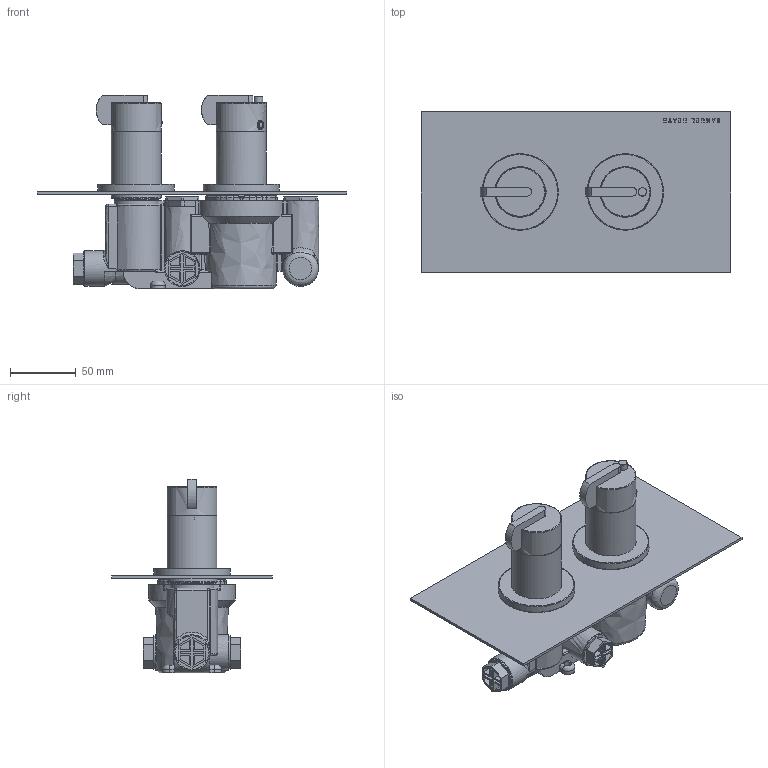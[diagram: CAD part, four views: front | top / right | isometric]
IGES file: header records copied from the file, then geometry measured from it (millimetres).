
Global section: file name: V101-T; native system: Autodesk Inventor 2018; preprocessor: unknown; author: adaniels; date: 20190708.091942; units: millimetre
Bounding box: 235 x 122 x 147.5 mm (x, y, z)
Volume: 465330.3 mm3; surface area: 281885.5 mm2
Topology: 53 solids, 58 shells, 2143 faces, 5674 edges, 3767 vertices
Faces by surface type: bspline 2143
